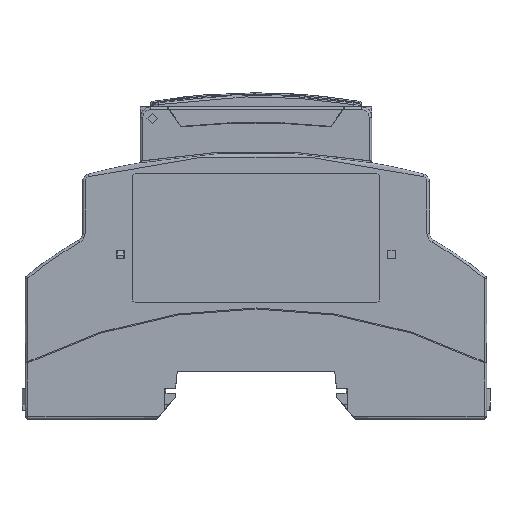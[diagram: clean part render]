
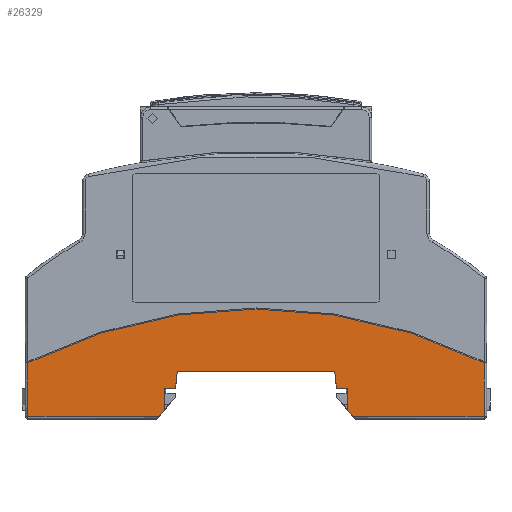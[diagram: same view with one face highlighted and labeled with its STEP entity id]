
A CAD part, top view. The second image highlights one B-rep face of the part: STEP entity #26329.
In plain terms, the highlighted planar face has unit normal (0, 0, 1).
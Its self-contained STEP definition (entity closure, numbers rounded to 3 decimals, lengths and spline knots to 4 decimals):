
#1126=CIRCLE('',#28068,3.9094);
#2036=FACE_OUTER_BOUND('',#3254,.T.);
#3254=EDGE_LOOP('',(#21472,#21473,#21474,#21475,#21476,#21477,#21478,#21479,
#21480,#21481,#21482,#21483,#21484,#21485));
#5889=LINE('',#44472,#9141);
#5979=LINE('',#44687,#9231);
#6002=LINE('',#44785,#9254);
#6007=LINE('',#44839,#9259);
#6009=LINE('',#44844,#9261);
#6010=LINE('',#44846,#9262);
#6011=LINE('',#44848,#9263);
#6012=LINE('',#44850,#9264);
#6013=LINE('',#44852,#9265);
#6014=LINE('',#44853,#9266);
#6015=LINE('',#44856,#9267);
#6016=LINE('',#44858,#9268);
#6017=LINE('',#44859,#9269);
#9141=VECTOR('',#32894,0.0394);
#9231=VECTOR('',#33046,0.0394);
#9254=VECTOR('',#33091,0.0394);
#9259=VECTOR('',#33106,0.0394);
#9261=VECTOR('',#33110,0.0394);
#9262=VECTOR('',#33111,0.0394);
#9263=VECTOR('',#33112,0.0394);
#9264=VECTOR('',#33113,0.0394);
#9265=VECTOR('',#33114,0.0394);
#9266=VECTOR('',#33115,0.0394);
#9267=VECTOR('',#33118,0.0394);
#9268=VECTOR('',#33119,0.0394);
#9269=VECTOR('',#33120,0.0394);
#12220=VERTEX_POINT('',#44430);
#12221=VERTEX_POINT('',#44471);
#12308=VERTEX_POINT('',#44684);
#12309=VERTEX_POINT('',#44686);
#12327=VERTEX_POINT('',#44784);
#12330=VERTEX_POINT('',#44836);
#12332=VERTEX_POINT('',#44842);
#12333=VERTEX_POINT('',#44843);
#12334=VERTEX_POINT('',#44845);
#12335=VERTEX_POINT('',#44847);
#12336=VERTEX_POINT('',#44849);
#12337=VERTEX_POINT('',#44851);
#12338=VERTEX_POINT('',#44855);
#12339=VERTEX_POINT('',#44857);
#15906=EDGE_CURVE('',#12221,#12220,#5889,.T.);
#16011=EDGE_CURVE('',#12308,#12309,#5979,.T.);
#16041=EDGE_CURVE('',#12309,#12327,#6002,.T.);
#16048=EDGE_CURVE('',#12308,#12330,#6007,.T.);
#16050=EDGE_CURVE('',#12332,#12333,#6009,.T.);
#16051=EDGE_CURVE('',#12332,#12334,#6010,.T.);
#16052=EDGE_CURVE('',#12334,#12335,#6011,.T.);
#16053=EDGE_CURVE('',#12336,#12335,#6012,.T.);
#16054=EDGE_CURVE('',#12337,#12336,#6013,.T.);
#16055=EDGE_CURVE('',#12337,#12221,#6014,.T.);
#16056=EDGE_CURVE('',#12327,#12220,#1126,.T.);
#16057=EDGE_CURVE('',#12330,#12338,#6015,.T.);
#16058=EDGE_CURVE('',#12339,#12338,#6016,.T.);
#16059=EDGE_CURVE('',#12333,#12339,#6017,.T.);
#21472=ORIENTED_EDGE('',*,*,#16050,.F.);
#21473=ORIENTED_EDGE('',*,*,#16051,.T.);
#21474=ORIENTED_EDGE('',*,*,#16052,.T.);
#21475=ORIENTED_EDGE('',*,*,#16053,.F.);
#21476=ORIENTED_EDGE('',*,*,#16054,.F.);
#21477=ORIENTED_EDGE('',*,*,#16055,.T.);
#21478=ORIENTED_EDGE('',*,*,#15906,.T.);
#21479=ORIENTED_EDGE('',*,*,#16056,.F.);
#21480=ORIENTED_EDGE('',*,*,#16041,.F.);
#21481=ORIENTED_EDGE('',*,*,#16011,.F.);
#21482=ORIENTED_EDGE('',*,*,#16048,.T.);
#21483=ORIENTED_EDGE('',*,*,#16057,.T.);
#21484=ORIENTED_EDGE('',*,*,#16058,.F.);
#21485=ORIENTED_EDGE('',*,*,#16059,.F.);
#24276=PLANE('',#28067);
#26329=ADVANCED_FACE('',(#2036),#24276,.T.);
#28067=AXIS2_PLACEMENT_3D('',#44841,#33108,#33109);
#28068=AXIS2_PLACEMENT_3D('',#44854,#33116,#33117);
#32894=DIRECTION('',(0.,1.,0.));
#33046=DIRECTION('',(-1.,0.,0.));
#33091=DIRECTION('',(0.,1.,0.));
#33106=DIRECTION('',(0.707,0.707,0.));
#33108=DIRECTION('center_axis',(0.,0.,
1.));
#33109=DIRECTION('ref_axis',(1.,0.,0.));
#33110=DIRECTION('',(-1.,0.,0.));
#33111=DIRECTION('',(0.105,-0.995,0.));
#33112=DIRECTION('',(1.,0.,0.));
#33113=DIRECTION('',(0.,1.,0.));
#33114=DIRECTION('',(-0.707,0.707,0.));
#33115=DIRECTION('',(1.,0.,0.));
#33116=DIRECTION('center_axis',(0.,0.,
-1.));
#33117=DIRECTION('ref_axis',(1.,0.,0.));
#33118=DIRECTION('',(0.,1.,0.));
#33119=DIRECTION('',(-1.,0.,0.));
#33120=DIRECTION('',(-0.105,-0.995,0.));
#44430=CARTESIAN_POINT('',(0.191,-0.4288,-0.5677));
#44471=CARTESIAN_POINT('',(0.191,-0.84,-0.5677));
#44472=CARTESIAN_POINT('',(0.191,-0.2298,-0.5677));
#44684=CARTESIAN_POINT('',(-2.3011,-0.84,-0.5677));
#44686=CARTESIAN_POINT('',(-3.3011,-0.84,-0.5677));
#44687=CARTESIAN_POINT('',(-2.2406,-0.84,-0.5677));
#44784=CARTESIAN_POINT('',(-3.3011,-0.4288,-0.5677));
#44785=CARTESIAN_POINT('',(-3.3011,-0.2298,-0.5677));
#44836=CARTESIAN_POINT('',(-2.2539,-0.7928,-0.5677));
#44839=CARTESIAN_POINT('',(-1.6909,-0.2298,-0.5677));
#44841=CARTESIAN_POINT('Origin',(-0.7666,-0.5008,
-0.5677));
#44842=CARTESIAN_POINT('',(-0.9527,-0.4935,-0.5677));
#44843=CARTESIAN_POINT('',(-2.1574,-0.4935,-0.5677));
#44844=CARTESIAN_POINT('',(-2.2406,-0.4935,-0.5677));
#44845=CARTESIAN_POINT('',(-0.939,-0.6235,-0.5677));
#44846=CARTESIAN_POINT('',(-0.9804,-0.2298,-0.5677));
#44847=CARTESIAN_POINT('',(-0.8562,-0.6235,-0.5677));
#44848=CARTESIAN_POINT('',(-0.8695,-0.6235,-0.5677));
#44849=CARTESIAN_POINT('',(-0.8562,-0.7928,-0.5677));
#44850=CARTESIAN_POINT('',(-0.8562,-0.2298,-0.5677));
#44851=CARTESIAN_POINT('',(-0.809,-0.84,-0.5677));
#44852=CARTESIAN_POINT('',(-1.4192,-0.2298,-0.5677));
#44853=CARTESIAN_POINT('',(-0.8695,-0.84,-0.5677));
#44854=CARTESIAN_POINT('Origin',(-1.5551,-3.9266,-0.5677));
#44855=CARTESIAN_POINT('',(-2.2539,-0.6235,-0.5677));
#44856=CARTESIAN_POINT('',(-2.2539,-0.2298,-0.5677));
#44857=CARTESIAN_POINT('',(-2.1711,-0.6235,-0.5677));
#44858=CARTESIAN_POINT('',(-2.2406,-0.6235,-0.5677));
#44859=CARTESIAN_POINT('',(-2.1297,-0.2298,-0.5677));
